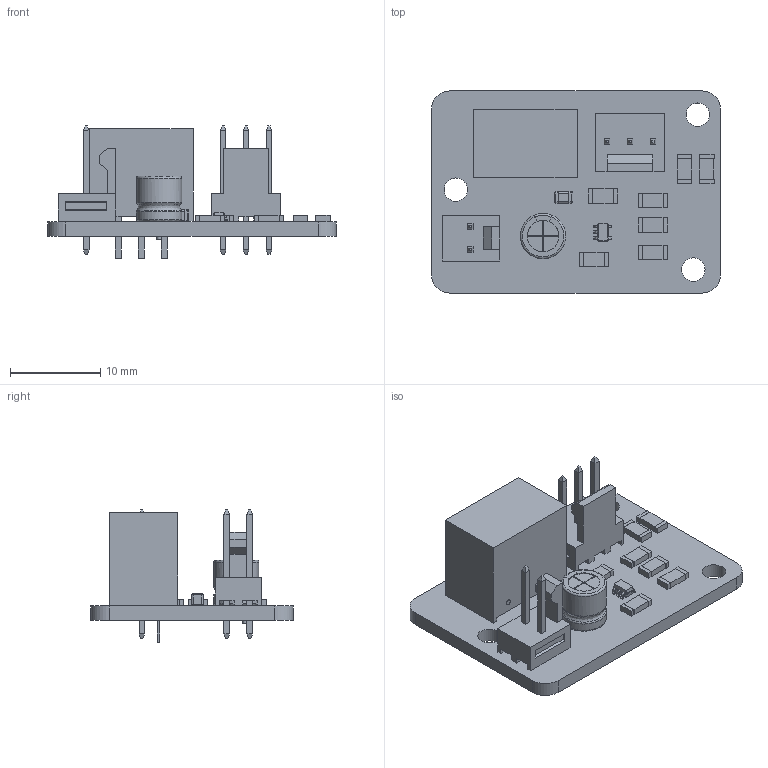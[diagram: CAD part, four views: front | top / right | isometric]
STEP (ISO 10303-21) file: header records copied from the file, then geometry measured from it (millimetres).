
FILE_DESCRIPTION(('KiCad electronic assembly'),'2;1');
FILE_NAME('IMD SCS Maker.step','2024-07-03T11:12:38',('Pcbnew'),('Kicad' ),'Open CASCADE STEP processor 7.7','KiCad to STEP converter', 'Unknown');
FILE_SCHEMA(('AUTOMOTIVE_DESIGN { 1 0 10303 214 1 1 1 1 }'));
Length unit declared in the file: millimetre
Products named in the file (16): IMD SCS Maker 1; TSR_0.5-2450; tsr05; 22-11-2032; 22-11-2032_1; RK73H2BLTDD2152F; ASSEMBLY; 22-11-2022; 22-11-2022_1; SOT-353_SC-70-5; SOT_353_SC_70_5; 0805Y1000104JXT; CP_Radial_D5.0mm_P2.00mm; CP_Radial_D50mm_P200mm; IMD SCS Maker_PCB
Assembly tree (21 placements, depth 3):
  IMD SCS Maker 1
    TSR_0.5-2450
      tsr05
    22-11-2032
      22-11-2032_1
    RK73H2BLTDD2152F  x7
      ASSEMBLY
    22-11-2022
      22-11-2022_1
    SOT-353_SC-70-5
      SOT_353_SC_70_5
    0805Y1000104JXT
      ASSEMBLY
    CP_Radial_D5.0mm_P2.00mm
      CP_Radial_D50mm_P200mm
    IMD SCS Maker_PCB
Bounding box: 31.96 x 22.35 x 14.63 mm (x, y, z)
Volume: 2357.6 mm3; surface area: 3152.1 mm2
Topology: 30 solids, 31 shells, 532 faces, 1237 edges, 789 vertices
Faces by surface type: plane 410, cylinder 72, bspline 35, sphere 8, revolution 5, torus 2
Full cylindrical faces by diameter (mm): 0.5 x2, 0.8 x2, 0.94 x3, 1.02 x2, 1.07 x3, 2.6 x3
Entity records: 14253 total; most frequent: CARTESIAN_POINT 2918, ORIENTED_EDGE 2006, DIRECTION 1952, EDGE_CURVE 1003, LINE 785, VECTOR 785, VERTEX_POINT 625, AXIS2_PLACEMENT_3D 581
